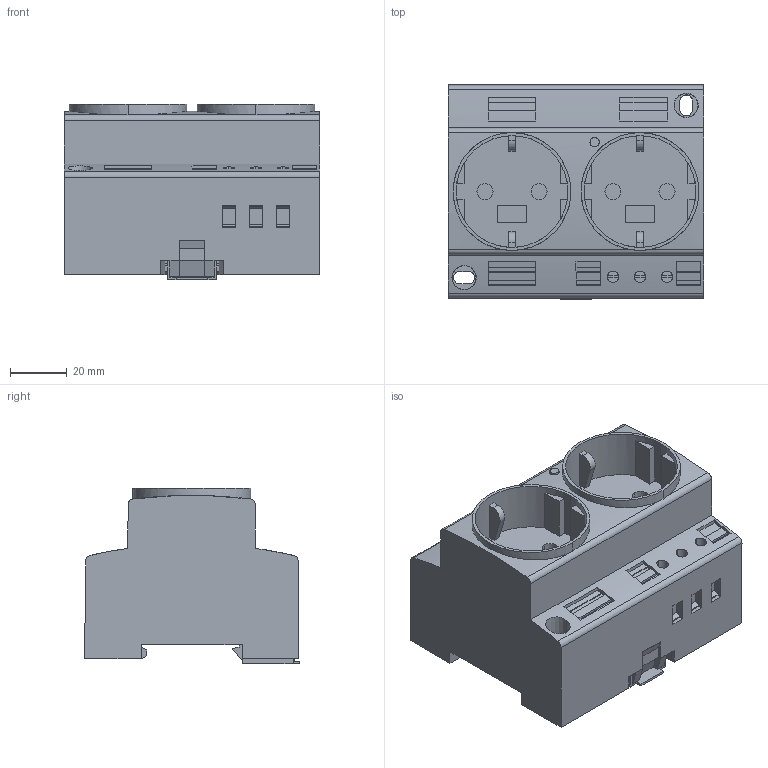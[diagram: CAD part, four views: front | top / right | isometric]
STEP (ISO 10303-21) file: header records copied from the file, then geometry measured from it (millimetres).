
FILE_DESCRIPTION(('Creo Elements/Direct Modeling STEP Export'),'2;1');
FILE_NAME('model.stp','2020-10-02T 0:09:24',(''),(''),'Creo Elements/Direct Modeling STEP processor for AP214 (Solid Model)','Creo Elements/Direct Modeling 20.1A 29-Sep-2018 (C) Parametric Technology GmbH','');
FILE_SCHEMA(('AUTOMOTIVE_DESIGN { 1 0 10303 214 1 1 1 1 }'));
Length unit declared in the file: millimetre
Products named in the file (2): 0804037_EO_CF_UT_LED_DUO_GN-select
Assembly tree (1 placements, depth 2):
  0804037_EO_CF_UT_LED_DUO_GN-select
    0804037_EO_CF_UT_LED_DUO_GN-select
Bounding box: 90 x 75.48 x 61.64 mm (x, y, z)
Volume: 278810.9 mm3; surface area: 42229.7 mm2
Topology: 1 solids, 1 shells, 304 faces, 805 edges, 534 vertices
Faces by surface type: plane 241, cylinder 51, cone 10, extrusion 2
Entity records: 13434 total; most frequent: CARTESIAN_POINT 5450, ORIENTED_EDGE 1610, DIRECTION 1390, EDGE_CURVE 805, VECTOR 616, LINE 613, VERTEX_POINT 534, AXIS2_PLACEMENT_3D 387
